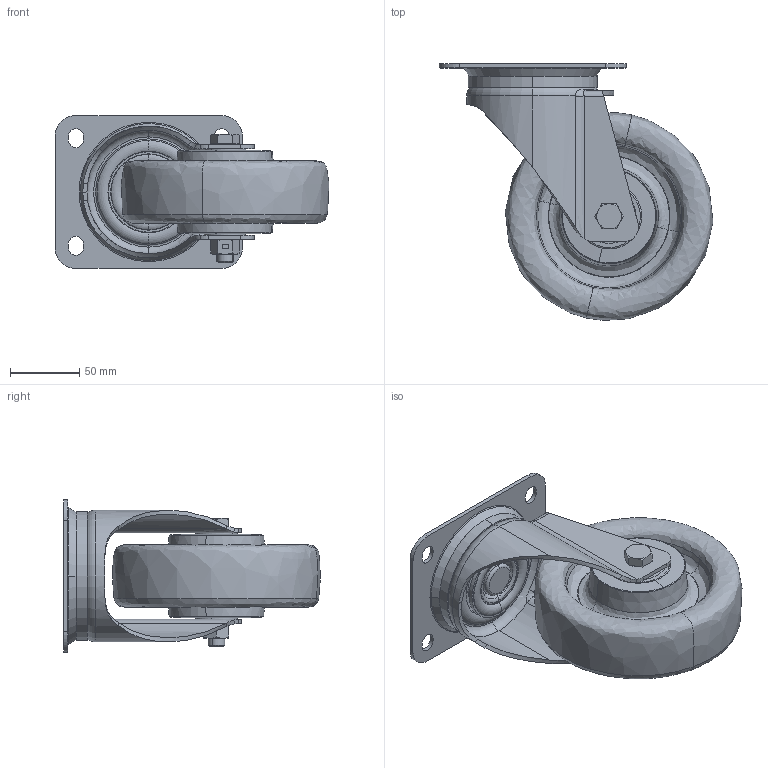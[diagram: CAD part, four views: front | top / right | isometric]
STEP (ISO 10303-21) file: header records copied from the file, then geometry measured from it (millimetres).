
FILE_DESCRIPTION (( 'STEP AP214' ), '1' );
FILE_NAME ('0055849.step', '2023-09-25T10:27:08', ( '' ), ( '' ), 'SwSTEP 2.0', 'SolidWorks 2020', '' );
FILE_SCHEMA (( 'AUTOMOTIVE_DESIGN' ));
Length unit declared in the file: millimetre
Products named in the file (1): 0055849
Bounding box: 197.27 x 184.86 x 110 mm (x, y, z)
Volume: 785682.2 mm3; surface area: 271994.2 mm2
Topology: 28 solids, 28 shells, 575 faces, 1331 edges, 807 vertices
Faces by surface type: plane 139, cylinder 126, torus 104, bspline 92, cone 90, sphere 24
Entity records: 29660 total; most frequent: CARTESIAN_POINT 10540, DIRECTION 2648, ORIENTED_EDGE 2566, EDGE_CURVE 1283, AXIS2_PLACEMENT_3D 1142, VERTEX_POINT 783, CIRCLE 658, EDGE_LOOP 642
